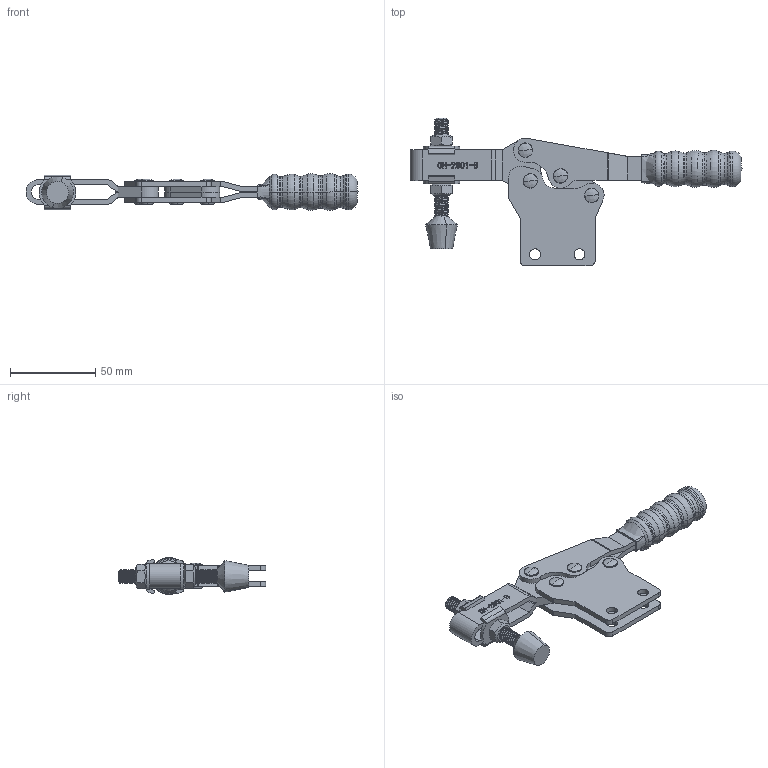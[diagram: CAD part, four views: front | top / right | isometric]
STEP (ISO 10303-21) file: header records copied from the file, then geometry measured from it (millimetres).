
FILE_DESCRIPTION (( 'STEP AP203' ), '1' );
FILE_NAME ('CH-2601-B.STEP', '2010-06-04T02:48:39', ( '·L?¥Î?' ), ( '·L?¤¤?' ), 'SwSTEP 2.0', 'SolidWorks 2005179', '' );
FILE_SCHEMA (( 'CONFIG_CONTROL_DESIGN' ));
Length unit declared in the file: millimetre
Products named in the file (10): FW516_??; CH-2600-07_??; CH-2601-B; CH-FC-56300_??; CH-FC-56300-02_??; CH-2600-04_??; CH-2601-B-02_??; CH-2601-B-01_??; CH-2600-03_??; CH-2600-06_??
Assembly tree (14 placements, depth 2):
  CH-2601-B
    CH-2600-06_??  x4
    CH-2600-04_??
    FW516_??  x2
    CH-2601-B-02_??
    CH-FC-56300_??
    CH-FC-56300-02_??  x2
    CH-2600-07_??
    CH-2601-B-01_??
    CH-2600-03_??
Bounding box: 194.53 x 86.43 x 21.62 mm (x, y, z)
Volume: 60037.5 mm3; surface area: 44601.7 mm2
Topology: 17 solids, 17 shells, 853 faces, 2234 edges, 1441 vertices
Faces by surface type: plane 274, cylinder 248, bspline 201, torus 68, cone 54, sphere 8
Entity records: 47594 total; most frequent: CARTESIAN_POINT 29844, ORIENTED_EDGE 3896, DIRECTION 2754, EDGE_CURVE 1948, VERTEX_POINT 1273, VECTOR 982, LINE 982, AXIS2_PLACEMENT_3D 886
